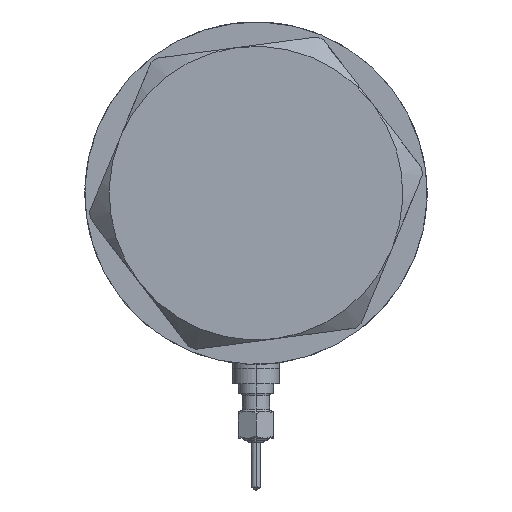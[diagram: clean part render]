
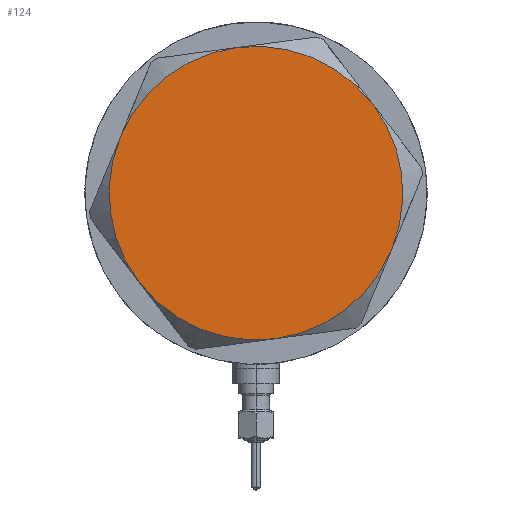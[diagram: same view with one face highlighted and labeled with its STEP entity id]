
A CAD part, left-side view. The second image highlights one B-rep face of the part: STEP entity #124.
In plain terms, the highlighted face is planar.
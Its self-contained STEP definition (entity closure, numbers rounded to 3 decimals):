
#112 = CIRCLE ( 'NONE', #5825, 37.75 ) ;
#124 = ADVANCED_FACE ( 'NONE', ( #4498 ), #4438, .T. ) ;
#243 = DIRECTION ( 'NONE',  ( 0., 0., 1. ) ) ;
#405 = CARTESIAN_POINT ( 'NONE',  ( 0., 0., 13. ) ) ;
#560 = AXIS2_PLACEMENT_3D ( 'NONE', #1908, #1007, #2414 ) ;
#908 = VERTEX_POINT ( 'NONE', #2466 ) ;
#1007 = DIRECTION ( 'NONE',  ( 0., 0., 1. ) ) ;
#1281 = CARTESIAN_POINT ( 'NONE',  ( 0., 0., 13. ) ) ;
#1286 = CIRCLE ( 'NONE', #5502, 37.75 ) ;
#1458 = DIRECTION ( 'NONE',  ( 1., 0., 0. ) ) ;
#1559 = EDGE_CURVE ( 'NONE', #2396, #908, #1286, .T. ) ;
#1571 = EDGE_CURVE ( 'NONE', #3614, #2396, #112, .T. ) ;
#1711 = CARTESIAN_POINT ( 'NONE',  ( -18.875, 32.692, 13. ) ) ;
#1724 = CIRCLE ( 'NONE', #5727, 37.75 ) ;
#1817 = CARTESIAN_POINT ( 'NONE',  ( 0., 0., 13. ) ) ;
#1908 = CARTESIAN_POINT ( 'NONE',  ( 0., 0., 13. ) ) ;
#2061 = AXIS2_PLACEMENT_3D ( 'NONE', #4104, #3088, #1458 ) ;
#2396 = VERTEX_POINT ( 'NONE', #4374 ) ;
#2414 = DIRECTION ( 'NONE',  ( 1., 0., 0. ) ) ;
#2451 = DIRECTION ( 'NONE',  ( 1., 0., 0. ) ) ;
#2466 = CARTESIAN_POINT ( 'NONE',  ( 18.875, -32.692, 13. ) ) ;
#2597 = EDGE_CURVE ( 'NONE', #4649, #5956, #1724, .T. ) ;
#2658 = DIRECTION ( 'NONE',  ( 0., 0., 1. ) ) ;
#3088 = DIRECTION ( 'NONE',  ( 0., 0., 1. ) ) ;
#3128 = VERTEX_POINT ( 'NONE', #3497 ) ;
#3211 = DIRECTION ( 'NONE',  ( 0., 0., 1. ) ) ;
#3298 = EDGE_CURVE ( 'NONE', #5956, #3614, #4896, .T. ) ;
#3339 = DIRECTION ( 'NONE',  ( 1., 0., 0. ) ) ;
#3497 = CARTESIAN_POINT ( 'NONE',  ( 37.75, 0., 13. ) ) ;
#3614 = VERTEX_POINT ( 'NONE', #3792 ) ;
#3789 = EDGE_CURVE ( 'NONE', #908, #3128, #4898, .T. ) ;
#3792 = CARTESIAN_POINT ( 'NONE',  ( -37.75, 0., 13. ) ) ;
#4098 = CIRCLE ( 'NONE', #6309, 37.75 ) ;
#4104 = CARTESIAN_POINT ( 'NONE',  ( 0., 0., 13. ) ) ;
#4136 = ORIENTED_EDGE ( 'NONE', *, *, #5908, .T. ) ;
#4165 = ORIENTED_EDGE ( 'NONE', *, *, #3789, .T. ) ;
#4265 = DIRECTION ( 'NONE',  ( 1., 0., 0. ) ) ;
#4374 = CARTESIAN_POINT ( 'NONE',  ( -18.875, -32.692, 13. ) ) ;
#4438 = PLANE ( 'NONE',  #5203 ) ;
#4498 = FACE_OUTER_BOUND ( 'NONE', #6169, .T. ) ;
#4649 = VERTEX_POINT ( 'NONE', #4938 ) ;
#4691 = CARTESIAN_POINT ( 'NONE',  ( 0., 0., 13. ) ) ;
#4896 = CIRCLE ( 'NONE', #560, 37.75 ) ;
#4898 = CIRCLE ( 'NONE', #2061, 37.75 ) ;
#4938 = CARTESIAN_POINT ( 'NONE',  ( 18.875, 32.692, 13. ) ) ;
#4949 = DIRECTION ( 'NONE',  ( 0., 0., 1. ) ) ;
#5178 = DIRECTION ( 'NONE',  ( 1., 0., 0. ) ) ;
#5188 = ORIENTED_EDGE ( 'NONE', *, *, #1571, .T. ) ;
#5203 = AXIS2_PLACEMENT_3D ( 'NONE', #405, #4949, #2451 ) ;
#5502 = AXIS2_PLACEMENT_3D ( 'NONE', #1281, #243, #4265 ) ;
#5616 = CARTESIAN_POINT ( 'NONE',  ( 0., 0., 13. ) ) ;
#5650 = ORIENTED_EDGE ( 'NONE', *, *, #2597, .T. ) ;
#5683 = DIRECTION ( 'NONE',  ( 1., 0., 0. ) ) ;
#5702 = DIRECTION ( 'NONE',  ( 0., 0., 1. ) ) ;
#5705 = ORIENTED_EDGE ( 'NONE', *, *, #3298, .T. ) ;
#5727 = AXIS2_PLACEMENT_3D ( 'NONE', #5616, #2658, #5683 ) ;
#5825 = AXIS2_PLACEMENT_3D ( 'NONE', #1817, #3211, #3339 ) ;
#5908 = EDGE_CURVE ( 'NONE', #3128, #4649, #4098, .T. ) ;
#5956 = VERTEX_POINT ( 'NONE', #1711 ) ;
#6149 = ORIENTED_EDGE ( 'NONE', *, *, #1559, .T. ) ;
#6169 = EDGE_LOOP ( 'NONE', ( #4165, #4136, #5650, #5705, #5188, #6149 ) ) ;
#6309 = AXIS2_PLACEMENT_3D ( 'NONE', #4691, #5702, #5178 ) ;
